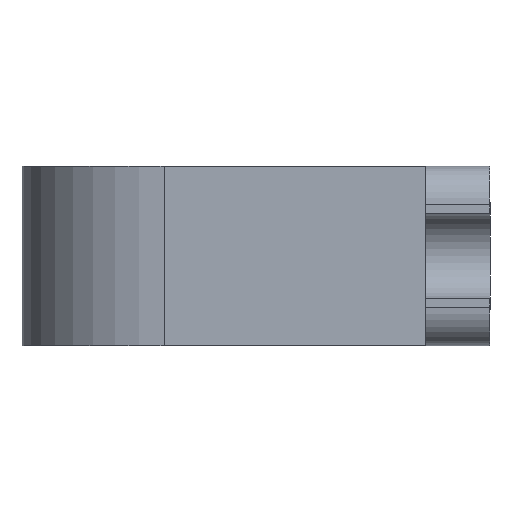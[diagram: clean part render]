
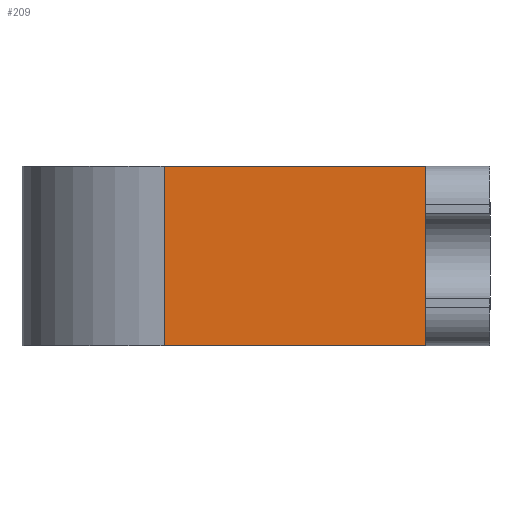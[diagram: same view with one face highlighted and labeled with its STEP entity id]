
A CAD part, left-side view. The second image highlights one B-rep face of the part: STEP entity #209.
In plain terms, the highlighted planar face has unit normal (-1, 0, 0).
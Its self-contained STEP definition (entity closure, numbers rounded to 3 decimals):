
#55 = VECTOR ( 'NONE', #1201, 1000. ) ;
#60 = DIRECTION ( 'NONE',  ( 0., -1., 0. ) ) ;
#102 = CARTESIAN_POINT ( 'NONE',  ( -11.075, 25.4, 14. ) ) ;
#173 = EDGE_CURVE ( 'NONE', #296, #1085, #1543, .T. ) ;
#177 = AXIS2_PLACEMENT_3D ( 'NONE', #520, #1240, #1250 ) ;
#208 = CARTESIAN_POINT ( 'NONE',  ( -11.075, 25.4, 14. ) ) ;
#209 = ADVANCED_FACE ( 'NONE', ( #681 ), #819, .F. ) ;
#296 = VERTEX_POINT ( 'NONE', #1518 ) ;
#297 = CARTESIAN_POINT ( 'NONE',  ( -11.075, 5., 14. ) ) ;
#372 = VERTEX_POINT ( 'NONE', #1172 ) ;
#387 = DIRECTION ( 'NONE',  ( 0., -1., 0. ) ) ;
#388 = EDGE_CURVE ( 'NONE', #296, #372, #1670, .T. ) ;
#434 = CARTESIAN_POINT ( 'NONE',  ( -11.075, 5., 0. ) ) ;
#494 = CARTESIAN_POINT ( 'NONE',  ( -11.075, 25.4, 0. ) ) ;
#520 = CARTESIAN_POINT ( 'NONE',  ( -11.075, 25.4, 14. ) ) ;
#552 = EDGE_CURVE ( 'NONE', #1085, #1427, #754, .T. ) ;
#681 = FACE_OUTER_BOUND ( 'NONE', #915, .T. ) ;
#693 = EDGE_CURVE ( 'NONE', #372, #1427, #1538, .T. ) ;
#704 = DIRECTION ( 'NONE',  ( 0., 0., -1. ) ) ;
#754 = LINE ( 'NONE', #494, #1539 ) ;
#819 = PLANE ( 'NONE',  #177 ) ;
#881 = ORIENTED_EDGE ( 'NONE', *, *, #173, .T. ) ;
#915 = EDGE_LOOP ( 'NONE', ( #1215, #1268, #1026, #881 ) ) ;
#1026 = ORIENTED_EDGE ( 'NONE', *, *, #388, .F. ) ;
#1085 = VERTEX_POINT ( 'NONE', #1625 ) ;
#1172 = CARTESIAN_POINT ( 'NONE',  ( -11.075, 5., 14. ) ) ;
#1201 = DIRECTION ( 'NONE',  ( 0., 0., -1. ) ) ;
#1215 = ORIENTED_EDGE ( 'NONE', *, *, #552, .T. ) ;
#1240 = DIRECTION ( 'NONE',  ( 1., 0., 0. ) ) ;
#1250 = DIRECTION ( 'NONE',  ( 0., 1., 0. ) ) ;
#1261 = VECTOR ( 'NONE', #704, 1000. ) ;
#1268 = ORIENTED_EDGE ( 'NONE', *, *, #693, .F. ) ;
#1353 = VECTOR ( 'NONE', #60, 1000. ) ;
#1427 = VERTEX_POINT ( 'NONE', #434 ) ;
#1518 = CARTESIAN_POINT ( 'NONE',  ( -11.075, 25.4, 14. ) ) ;
#1538 = LINE ( 'NONE', #297, #1261 ) ;
#1539 = VECTOR ( 'NONE', #387, 1000. ) ;
#1543 = LINE ( 'NONE', #102, #55 ) ;
#1625 = CARTESIAN_POINT ( 'NONE',  ( -11.075, 25.4, 0. ) ) ;
#1670 = LINE ( 'NONE', #208, #1353 ) ;
